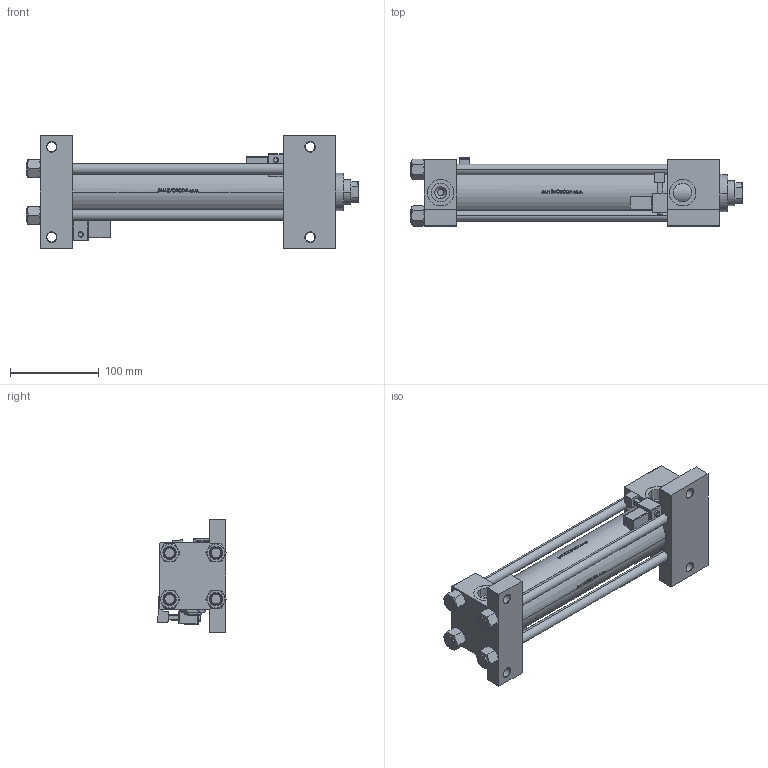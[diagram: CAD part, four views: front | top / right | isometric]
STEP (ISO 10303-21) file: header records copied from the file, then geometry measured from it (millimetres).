
FILE_DESCRIPTION (( 'STEP AP203' ), '1' );
FILE_NAME ('a7f6.STEP', '2024-10-23T10:52:48', ( '' ), ( '' ), 'SwSTEP 2.0', 'SolidWorks 2019', '' );
FILE_SCHEMA (( 'CONFIG_CONTROL_DESIGN' ));
Length unit declared in the file: millimetre
Products named in the file (8): V215CR_VCP_G 26c330065375446b4c7fae686706f8f0; V215_VC_A 26c330065375446b4c7fae686706f8f0; NUT_M5_G 26c330065375446b4c7fae686706f8f0; V215CR_G_Body 26c330065375446b4c7fae686706f8f0; a7f6; V215CR_MSU 26c330065375446b4c7fae686706f8f0; V215CR_G_TYCINKA 26c330065375446b4c7fae686706f8f0; Zatka_pro_OIL_PORT 26c330065375446b4c7fae686706f8f0
Assembly tree (15 placements, depth 2):
  a7f6
    V215CR_G_Body 26c330065375446b4c7fae686706f8f0
    V215CR_VCP_G 26c330065375446b4c7fae686706f8f0
    V215CR_G_TYCINKA 26c330065375446b4c7fae686706f8f0  x4
    NUT_M5_G 26c330065375446b4c7fae686706f8f0  x4
    V215_VC_A 26c330065375446b4c7fae686706f8f0
    V215CR_MSU 26c330065375446b4c7fae686706f8f0  x2
    Zatka_pro_OIL_PORT 26c330065375446b4c7fae686706f8f0  x2
Bounding box: 375 x 77.3 x 127 mm (x, y, z)
Volume: 1085668.1 mm3; surface area: 282750.4 mm2
Topology: 15 solids, 15 shells, 1337 faces, 3328 edges, 2093 vertices
Faces by surface type: plane 535, bspline 380, cylinder 192, cone 186, sphere 24, torus 20
Entity records: 51691 total; most frequent: CARTESIAN_POINT 26955, ORIENTED_EDGE 5574, DIRECTION 3661, EDGE_CURVE 2787, VERTEX_POINT 1795, VECTOR 1435, LINE 1435, EDGE_LOOP 1212
